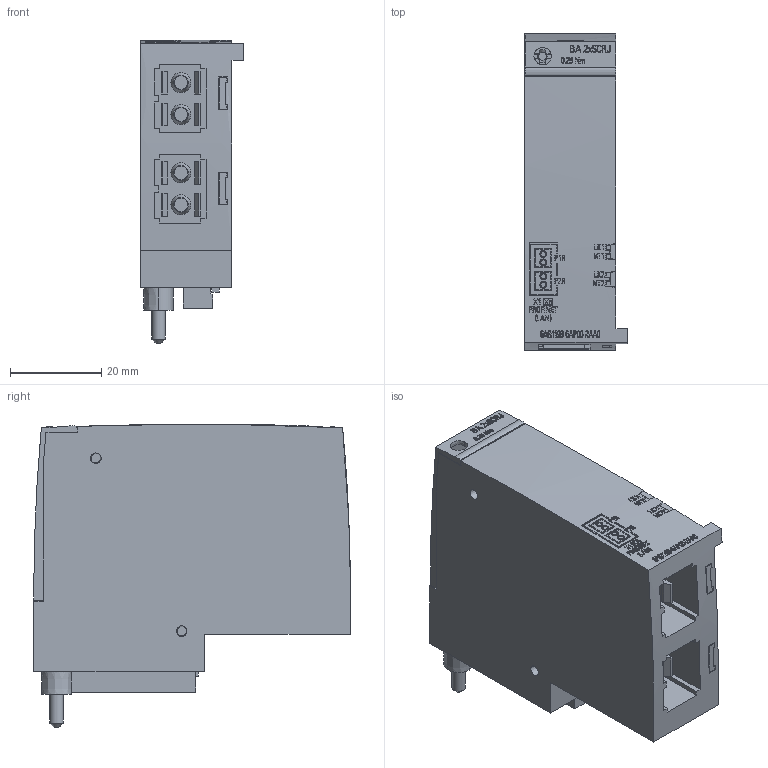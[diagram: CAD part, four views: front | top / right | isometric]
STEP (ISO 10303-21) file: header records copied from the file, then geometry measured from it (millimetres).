
FILE_DESCRIPTION(/* description */ (''),/* implementation_level */ '2;1');
FILE_NAME(/* name */ '6AG1193-6AP00-2AA0_3d.stp',/* time_stamp */ '2024-12-26T14:05:20+08:00',/* author */ (''),/* organization */ (''),/* preprocessor_version */ 'ST-DEVELOPER v18.101',/* originating_system */ 'SIEMENS PLM Software NX 2008',/* authorisation */ '');
FILE_SCHEMA (('AUTOMOTIVE_DESIGN { 1 0 10303 214 3 1 1 1 }'));
Products named in the file (3): A5E54280740A_RS-AA_001_1-labeling; A5E33296156A_RS-AA_002_2-box; A5E54280739A_RS-AA_001_1-CAx_6AG1193-6AP00-2AA0
Assembly tree (2 placements, depth 2):
  A5E54280739A_RS-AA_001_1-CAx_6AG1193-6AP00-2AA0
    A5E33296156A_RS-AA_002_2-box
    A5E54280740A_RS-AA_001_1-labeling
Bounding box: 22.5 x 69.3 x 66.37 mm (x, y, z)
Volume: 52882.4 mm3; surface area: 33155.4 mm2
Topology: 100 solids, 102 shells, 1999 faces, 4904 edges, 3188 vertices
Faces by surface type: plane 1466, cylinder 292, extrusion 230, cone 11
Full cylindrical faces by diameter (mm): 1.1 x4, 1.5 x4, 2.4 x2, 2.944 x4, 2.958 x2, 3.5 x2, 4 x2, 4.4 x4, 4.5 x2, 5 x1, 6 x2
Entity records: 77524 total; most frequent: CARTESIAN_POINT 22143, ORIENTED_EDGE 9698, DIRECTION 9068, EDGE_CURVE 4849, VECTOR 3718, LINE 3488, VERTEX_POINT 3180, AXIS2_PLACEMENT_3D 2675
